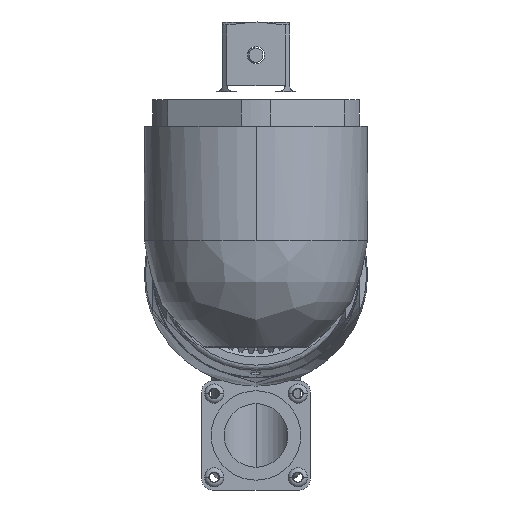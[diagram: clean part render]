
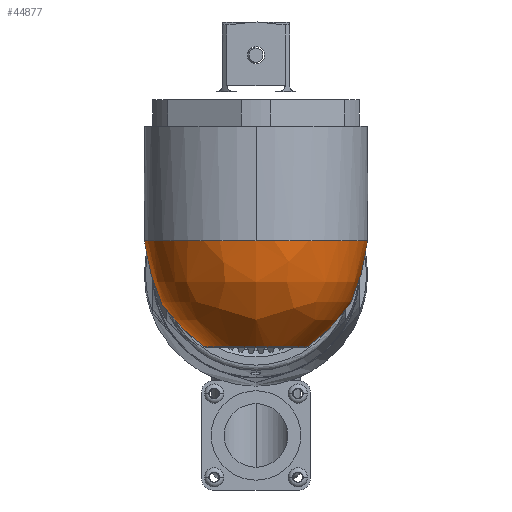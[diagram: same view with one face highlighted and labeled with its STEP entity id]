
A CAD part, left-side view. The second image highlights one B-rep face of the part: STEP entity #44877.
In plain terms, the highlighted free-form (B-spline) face has degree [3, 3] with [7, 4] control points.
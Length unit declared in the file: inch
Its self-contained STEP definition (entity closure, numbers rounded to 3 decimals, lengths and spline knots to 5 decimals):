
#38812=CARTESIAN_POINT('',(-18.0465,0.3809,
-0.81056));
#38813=CARTESIAN_POINT('',(-18.04271,0.40744,
-0.79862));
#38814=CARTESIAN_POINT('',(-18.03376,0.4628,
-0.77093));
#38815=CARTESIAN_POINT('',(-18.01497,0.55103,
-0.71538));
#38816=CARTESIAN_POINT('',(-17.98933,0.64279,
-0.64244));
#38817=CARTESIAN_POINT('',(-17.95593,0.73381,
-0.54965));
#38818=CARTESIAN_POINT('',(-17.91433,0.81979,
-0.43474));
#38819=CARTESIAN_POINT('',(-17.86244,0.89687,
-0.28972));
#38820=CARTESIAN_POINT('',(-17.80557,0.95034,
-0.12656));
#38821=CARTESIAN_POINT('',(-17.7488,0.97511,
0.04165));
#38822=CARTESIAN_POINT('',(-17.69338,0.97131,
0.21135));
#38823=CARTESIAN_POINT('',(-17.65858,0.95014,
0.32123));
#38824=CARTESIAN_POINT('',(-17.64179,0.93505,
0.375));
#38845=CARTESIAN_POINT('',(-18.47695,0.005,-0.81056));
#38846=DIRECTION('',(0.,0.,-1.));
#38847=DIRECTION('',(0.753,-0.658,0.));
#38848=AXIS2_PLACEMENT_3D('',#38845,#38846,#38847);
#38855=CARTESIAN_POINT('',(-18.47695,0.005,0.375));
#38856=DIRECTION('',(0.,0.,-1.));
#38857=DIRECTION('',(-1.,0.,0.));
#38858=AXIS2_PLACEMENT_3D('',#38855,#38856,#38857);
#38899=CARTESIAN_POINT('',(-18.47695,0.005,0.375));
#38900=DIRECTION('',(0.,0.,1.));
#38901=DIRECTION('',(-1.,0.,0.));
#38902=AXIS2_PLACEMENT_3D('',#38899,#38900,#38901);
#39193=CARTESIAN_POINT('',(-17.64179,-0.92505,
0.375));
#39194=CARTESIAN_POINT('',(-17.6582,-0.93979,
0.32246));
#39195=CARTESIAN_POINT('',(-17.69217,-0.96068,
0.21515));
#39196=CARTESIAN_POINT('',(-17.74623,-0.96537,
0.04943));
#39197=CARTESIAN_POINT('',(-17.80165,-0.94268,
-0.11508));
#39198=CARTESIAN_POINT('',(-17.85698,-0.89312,
-0.27425));
#39199=CARTESIAN_POINT('',(-17.90944,-0.81844,
-0.42118));
#39200=CARTESIAN_POINT('',(-17.95274,-0.73151,
-0.54084));
#39201=CARTESIAN_POINT('',(-17.98737,-0.63901,
-0.63694));
#39202=CARTESIAN_POINT('',(-18.01393,-0.54546,
-0.71235));
#39203=CARTESIAN_POINT('',(-18.03341,-0.45491,
-0.76984));
#39204=CARTESIAN_POINT('',(-18.04261,-0.39813,
-0.79831));
#39205=CARTESIAN_POINT('',(-18.0465,-0.3709,
-0.81056));
#39249=VERTEX_POINT('',#38812);
#39250=VERTEX_POINT('',#38824);
#39253=VERTEX_POINT('',#39193);
#39254=VERTEX_POINT('',#39205);
#40089=CARTESIAN_POINT('',(-19.72695,0.005,0.375));
#40090=VERTEX_POINT('',#40089);
#44837=CARTESIAN_POINT('',(-17.46049,-0.72203,
0.40359));
#44838=CARTESIAN_POINT('',(-17.45168,-0.72833,
-0.11764));
#44839=CARTESIAN_POINT('',(-17.6623,-0.57768,
-0.57011));
#44840=CARTESIAN_POINT('',(-18.0323,-0.31304,
-0.82478));
#44841=CARTESIAN_POINT('',(-18.31994,-1.92363,
0.40359));
#44842=CARTESIAN_POINT('',(-18.31858,-1.94036,
-0.11764));
#44843=CARTESIAN_POINT('',(-18.35112,-1.54071,
-0.57011));
#44844=CARTESIAN_POINT('',(-18.40827,-0.83867,
-0.82478));
#44845=CARTESIAN_POINT('',(-19.72665,-1.47233,
0.40359));
#44846=CARTESIAN_POINT('',(-19.73749,-1.48514,
-0.11764));
#44847=CARTESIAN_POINT('',(-19.47853,-1.17901,
-0.57011));
#44848=CARTESIAN_POINT('',(-19.02363,-0.64125,
-0.82478));
#44849=CARTESIAN_POINT('',(-19.72665,0.005,
0.40359));
#44850=CARTESIAN_POINT('',(-19.73749,0.005,
-0.11764));
#44851=CARTESIAN_POINT('',(-19.47853,0.005,
-0.57011));
#44852=CARTESIAN_POINT('',(-19.02363,0.005,
-0.82478));
#44853=CARTESIAN_POINT('',(-19.72665,1.48233,
0.40359));
#44854=CARTESIAN_POINT('',(-19.73749,1.49514,
-0.11764));
#44855=CARTESIAN_POINT('',(-19.47853,1.18901,
-0.57011));
#44856=CARTESIAN_POINT('',(-19.02363,0.65125,
-0.82478));
#44857=CARTESIAN_POINT('',(-18.31994,1.93363,
0.40359));
#44858=CARTESIAN_POINT('',(-18.31858,1.95036,
-0.11764));
#44859=CARTESIAN_POINT('',(-18.35112,1.55071,
-0.57011));
#44860=CARTESIAN_POINT('',(-18.40827,0.84867,
-0.82478));
#44861=CARTESIAN_POINT('',(-17.46049,0.73203,
0.40359));
#44862=CARTESIAN_POINT('',(-17.45168,0.73833,
-0.11764));
#44863=CARTESIAN_POINT('',(-17.6623,0.58768,
-0.57011));
#44864=CARTESIAN_POINT('',(-18.0323,0.32304,
-0.82478));
#44865=(BOUNDED_SURFACE()B_SPLINE_SURFACE(3,3,((#44837,#44838,#44839,#44840),(
#44841,#44842,#44843,#44844),(#44845,#44846,#44847,#44848),(#44849,#44850,
#44851,#44852),(#44853,#44854,#44855,#44856),(#44857,#44858,#44859,#44860),(
#44861,#44862,#44863,#44864)),.UNSPECIFIED.,.F.,.F.,.F.)B_SPLINE_SURFACE_WITH_KNOTS((4,3,4),(4,4),(0.,1.,2.),(0.,1.),.UNSPECIFIED.)GEOMETRIC_REPRESENTATION_ITEM()RATIONAL_B_SPLINE_SURFACE(((1.65,1.493,
1.493,1.65),(0.886,0.802,
0.802,0.886),(0.886,0.802,
0.802,0.886),(1.65,1.493,
1.493,1.65),(0.886,0.802,
0.802,0.886),(0.886,0.802,
0.802,0.886),(1.65,1.493,
1.493,1.65)))REPRESENTATION_ITEM('')SURFACE());
#44866=ORIENTED_EDGE('',*,*,#44828,.T.);
#44868=ORIENTED_EDGE('',*,*,#44867,.F.);
#44870=ORIENTED_EDGE('',*,*,#44869,.T.);
#44872=ORIENTED_EDGE('',*,*,#44871,.T.);
#44874=ORIENTED_EDGE('',*,*,#44873,.T.);
#44875=EDGE_LOOP('',(#44866,#44868,#44870,#44872,#44874));
#44876=FACE_OUTER_BOUND('',#44875,.F.);
#44877=ADVANCED_FACE('',(#44876),#44865,.T.);
#38825=B_SPLINE_CURVE_WITH_KNOTS('',3,(#38812,#38813,#38814,#38815,#38816,
#38817,#38818,#38819,#38820,#38821,#38822,#38823,#38824),.UNSPECIFIED.,.F.,.F.,(
4,1,1,1,1,1,1,1,1,1,4),(0.,0.1,0.2,0.3,0.4,0.5,0.6,0.7,0.8,
0.9,1.),.UNSPECIFIED.);
#38849=CIRCLE('',#38848,0.57148);
#38859=CIRCLE('',#38858,1.25);
#38903=CIRCLE('',#38902,1.25);
#39206=B_SPLINE_CURVE_WITH_KNOTS('',3,(#39193,#39194,#39195,#39196,#39197,
#39198,#39199,#39200,#39201,#39202,#39203,#39204,#39205),.UNSPECIFIED.,.F.,.F.,(
4,1,1,1,1,1,1,1,1,1,4),(0.,0.1,0.2,0.3,0.4,0.5,0.6,0.7,0.8,
0.9,1.),.UNSPECIFIED.);
#44828=EDGE_CURVE('',#39249,#39250,#38825,.T.);
#44867=EDGE_CURVE('',#40090,#39250,#38859,.T.);
#44869=EDGE_CURVE('',#40090,#39253,#38903,.T.);
#44871=EDGE_CURVE('',#39253,#39254,#39206,.T.);
#44873=EDGE_CURVE('',#39254,#39249,#38849,.T.);
